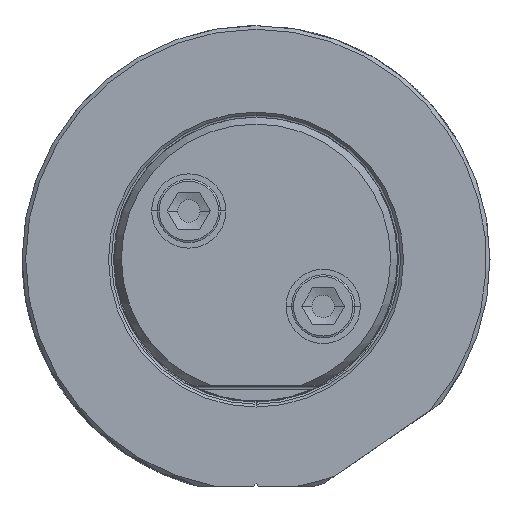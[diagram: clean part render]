
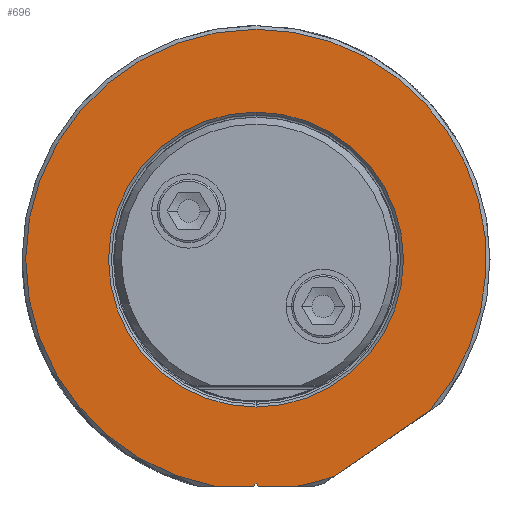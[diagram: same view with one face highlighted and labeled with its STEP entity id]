
A CAD part, top view. The second image highlights one B-rep face of the part: STEP entity #696.
In plain terms, the highlighted planar face has unit normal (0, 0, 1).
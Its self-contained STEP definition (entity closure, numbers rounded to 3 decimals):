
#224=PLANE('',#6313);
#696=ADVANCED_FACE('',(#1038,#1039),#224,.T.);
#1038=FACE_BOUND('',#1180,.T.);
#1039=FACE_BOUND('',#1181,.T.);
#1180=EDGE_LOOP('',(#3347,#3348,#3349,#3350,#3351,#3352,#3353,#3354));
#1181=EDGE_LOOP('',(#3355,#3356));
#1506=CIRCLE('',#6307,31.);
#1507=CIRCLE('',#6309,31.);
#1508=CIRCLE('',#6310,31.);
#1509=CIRCLE('',#6311,19.85);
#1510=CIRCLE('',#6312,19.85);
#1824=LINE('',#13284,#2153);
#1827=LINE('',#13308,#2156);
#1828=LINE('',#13310,#2157);
#1829=LINE('',#13312,#2158);
#1830=LINE('',#13314,#2159);
#2153=VECTOR('',#7386,1.);
#2156=VECTOR('',#7403,1.);
#2157=VECTOR('',#7404,1.);
#2158=VECTOR('',#7405,1.);
#2159=VECTOR('',#7406,1.);
#3347=ORIENTED_EDGE('',*,*,#5398,.T.);
#3348=ORIENTED_EDGE('',*,*,#5392,.T.);
#3349=ORIENTED_EDGE('',*,*,#5399,.T.);
#3350=ORIENTED_EDGE('',*,*,#5400,.T.);
#3351=ORIENTED_EDGE('',*,*,#5401,.F.);
#3352=ORIENTED_EDGE('',*,*,#5402,.T.);
#3353=ORIENTED_EDGE('',*,*,#5403,.T.);
#3354=ORIENTED_EDGE('',*,*,#5404,.F.);
#3355=ORIENTED_EDGE('',*,*,#5405,.T.);
#3356=ORIENTED_EDGE('',*,*,#5406,.T.);
#4684=VERTEX_POINT('',#13283);
#4685=VERTEX_POINT('',#13285);
#4688=VERTEX_POINT('',#13301);
#4689=VERTEX_POINT('',#13305);
#4690=VERTEX_POINT('',#13307);
#4691=VERTEX_POINT('',#13309);
#4692=VERTEX_POINT('',#13311);
#4693=VERTEX_POINT('',#13313);
#4694=VERTEX_POINT('',#13316);
#4695=VERTEX_POINT('',#13317);
#5392=EDGE_CURVE('',#4685,#4684,#1824,.T.);
#5398=EDGE_CURVE('',#4688,#4685,#1506,.T.);
#5399=EDGE_CURVE('',#4684,#4689,#1507,.T.);
#5400=EDGE_CURVE('',#4689,#4690,#1508,.T.);
#5401=EDGE_CURVE('',#4691,#4690,#1827,.T.);
#5402=EDGE_CURVE('',#4691,#4692,#1828,.T.);
#5403=EDGE_CURVE('',#4692,#4693,#1829,.T.);
#5404=EDGE_CURVE('',#4688,#4693,#1830,.T.);
#5405=EDGE_CURVE('',#4694,#4695,#1509,.T.);
#5406=EDGE_CURVE('',#4695,#4694,#1510,.T.);
#6307=AXIS2_PLACEMENT_3D('',#13302,#7395,#7396);
#6309=AXIS2_PLACEMENT_3D('',#13304,#7399,#7400);
#6310=AXIS2_PLACEMENT_3D('',#13306,#7401,#7402);
#6311=AXIS2_PLACEMENT_3D('',#13315,#7407,#7408);
#6312=AXIS2_PLACEMENT_3D('',#13318,#7409,#7410);
#6313=AXIS2_PLACEMENT_3D('',#13319,#7411,#7412);
#7386=DIRECTION('',(0.825,0.565,0.));
#7395=DIRECTION('',(0.,0.,1.));
#7396=DIRECTION('',(0.179,-0.984,0.));
#7399=DIRECTION('',(0.,0.,1.));
#7400=DIRECTION('',(0.755,-0.656,0.));
#7401=DIRECTION('',(0.,0.,1.));
#7402=DIRECTION('',(0.,1.,0.));
#7403=DIRECTION('',(-1.,0.,0.));
#7404=DIRECTION('',(0.707,0.707,0.));
#7405=DIRECTION('',(0.707,-0.707,0.));
#7406=DIRECTION('',(-1.,0.,0.));
#7407=DIRECTION('',(0.,0.,-1.));
#7408=DIRECTION('',(0.,-1.,0.));
#7409=DIRECTION('',(0.,0.,-1.));
#7410=DIRECTION('',(0.,1.,0.));
#7411=DIRECTION('',(0.,0.,1.));
#7412=DIRECTION('',(0.,-1.,0.));
#13283=CARTESIAN_POINT('',(23.397,-20.337,0.));
#13284=CARTESIAN_POINT('',(10.51,-29.164,0.));
#13285=CARTESIAN_POINT('',(10.51,-29.164,0.));
#13301=CARTESIAN_POINT('',(5.545,-30.5,0.));
#13302=CARTESIAN_POINT('',(0.,0.,0.));
#13304=CARTESIAN_POINT('',(0.,0.,0.));
#13305=CARTESIAN_POINT('',(0.,31.,0.));
#13306=CARTESIAN_POINT('',(0.,0.,0.));
#13307=CARTESIAN_POINT('',(-5.545,-30.5,0.));
#13308=CARTESIAN_POINT('',(-0.354,-30.5,0.));
#13309=CARTESIAN_POINT('',(-0.354,-30.5,0.));
#13310=CARTESIAN_POINT('',(-0.354,-30.5,0.));
#13311=CARTESIAN_POINT('',(0.,-30.146,0.));
#13312=CARTESIAN_POINT('',(0.,-30.146,0.));
#13313=CARTESIAN_POINT('',(0.354,-30.5,0.));
#13314=CARTESIAN_POINT('',(5.545,-30.5,0.));
#13315=CARTESIAN_POINT('',(0.,0.,0.));
#13316=CARTESIAN_POINT('',(0.,-19.85,0.));
#13317=CARTESIAN_POINT('',(0.,19.85,0.));
#13318=CARTESIAN_POINT('',(0.,0.,0.));
#13319=CARTESIAN_POINT('',(0.,0.25,0.));
